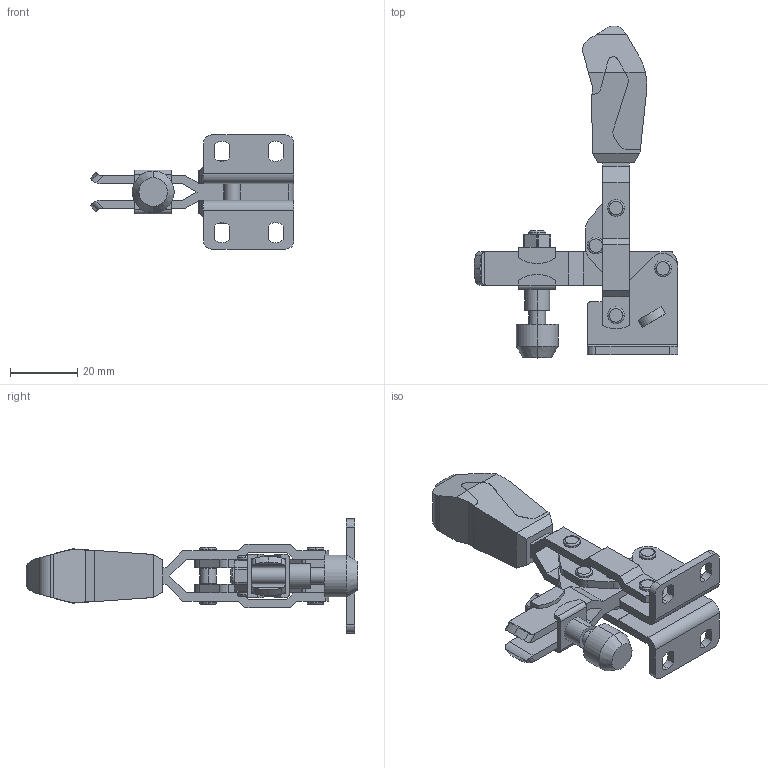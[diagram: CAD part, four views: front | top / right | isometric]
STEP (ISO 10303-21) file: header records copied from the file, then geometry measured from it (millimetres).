
FILE_DESCRIPTION(('STEP AP214'),'1');
FILE_NAME('HALDERN_EH_23330_0002.stp','2019-11-14T12:13:32',('TraceParts'),('TraceParts S.A.'),'Spatial InterOp 3D',' ',' ');
FILE_SCHEMA(('AUTOMOTIVE_DESIGN { 1 0 10303 214 1 1 1 1 }'));
Length unit declared in the file: millimetre
Products named in the file (1): HALDERN_EH_23330_0002_1
Bounding box: 60.83 x 99 x 34 mm (x, y, z)
Volume: 21927.7 mm3; surface area: 16328.1 mm2
Topology: 7 solids, 8 shells, 376 faces, 964 edges, 630 vertices
Faces by surface type: plane 177, cylinder 159, bspline 20, cone 20
Entity records: 14931 total; most frequent: CARTESIAN_POINT 2651, ORIENTED_EDGE 1928, DIRECTION 1912, EDGE_CURVE 964, AXIS2_PLACEMENT_3D 675, VERTEX_POINT 630, LINE 562, VECTOR 562
